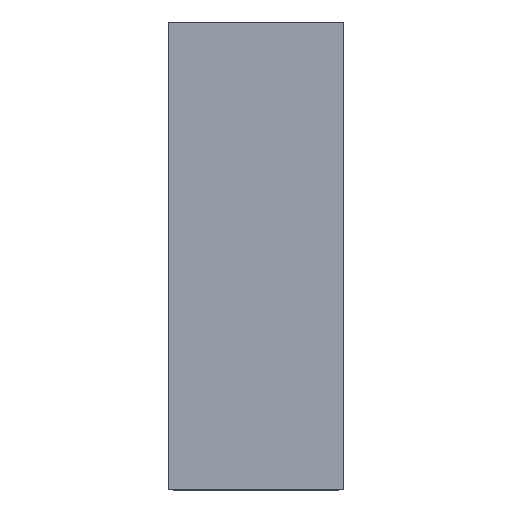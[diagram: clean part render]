
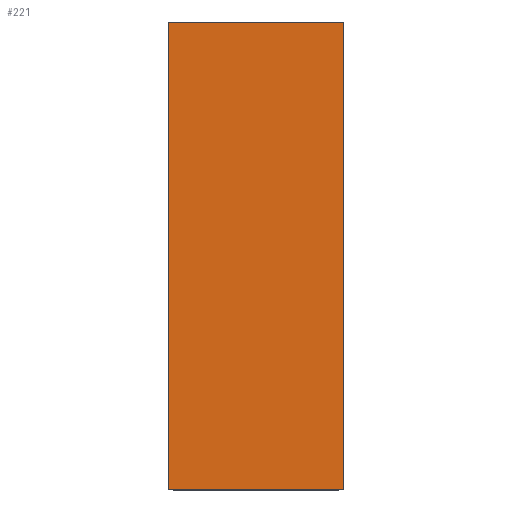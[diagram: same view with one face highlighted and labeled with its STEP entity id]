
A CAD part, top view. The second image highlights one B-rep face of the part: STEP entity #221.
In plain terms, the highlighted planar face has unit normal (0, 0, 1).
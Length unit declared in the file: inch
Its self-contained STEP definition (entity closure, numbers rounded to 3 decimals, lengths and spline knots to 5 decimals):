
#182=CARTESIAN_POINT('',(9.91777,6.34916,0.0625));
#183=VERTEX_POINT('',#182);
#184=CARTESIAN_POINT('',(7.66777,6.34916,0.0625));
#185=VERTEX_POINT('',#184);
#186=CARTESIAN_POINT('',(9.91777,6.34916,0.0625));
#187=DIRECTION('',(-1.,0.,0.));
#188=VECTOR('',#187,1.);
#189=LINE('',#186,#188);
#190=EDGE_CURVE('',#183,#185,#189,.T.);
#191=ORIENTED_EDGE('',*,*,#190,.T.);
#192=CARTESIAN_POINT('',(7.66777,0.34916,0.0625));
#193=VERTEX_POINT('',#192);
#194=CARTESIAN_POINT('',(7.66777,3.34916,0.0625));
#195=DIRECTION('',(0.,1.,0.));
#196=VECTOR('',#195,1.);
#197=LINE('',#194,#196);
#198=EDGE_CURVE('',#193,#185,#197,.T.);
#199=ORIENTED_EDGE('',*,*,#198,.F.);
#200=CARTESIAN_POINT('',(9.91777,0.34916,0.0625));
#201=VERTEX_POINT('',#200);
#202=CARTESIAN_POINT('',(9.91777,0.34916,0.0625));
#203=DIRECTION('',(1.,0.,0.));
#204=VECTOR('',#203,1.);
#205=LINE('',#202,#204);
#206=EDGE_CURVE('',#193,#201,#205,.T.);
#207=ORIENTED_EDGE('',*,*,#206,.T.);
#208=CARTESIAN_POINT('',(9.91777,3.34916,0.0625));
#209=DIRECTION('',(0.,1.,0.));
#210=VECTOR('',#209,1.);
#211=LINE('',#208,#210);
#212=EDGE_CURVE('',#201,#183,#211,.T.);
#213=ORIENTED_EDGE('',*,*,#212,.T.);
#214=EDGE_LOOP('',(#191,#199,#207,#213));
#215=FACE_OUTER_BOUND('',#214,.T.);
#216=CARTESIAN_POINT('',(8.79277,3.34916,0.0625));
#217=DIRECTION('',(0.,0.,1.));
#218=DIRECTION('',(1.,0.,0.));
#219=AXIS2_PLACEMENT_3D('',#216,#217,#218);
#220=PLANE('',#219);
#221=ADVANCED_FACE('',(#215),#220,.T.);
